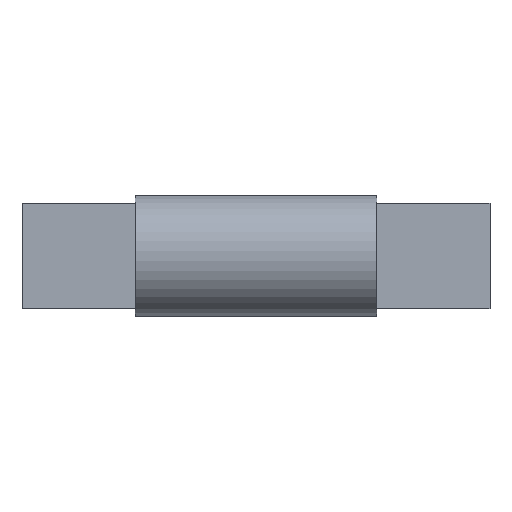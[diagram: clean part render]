
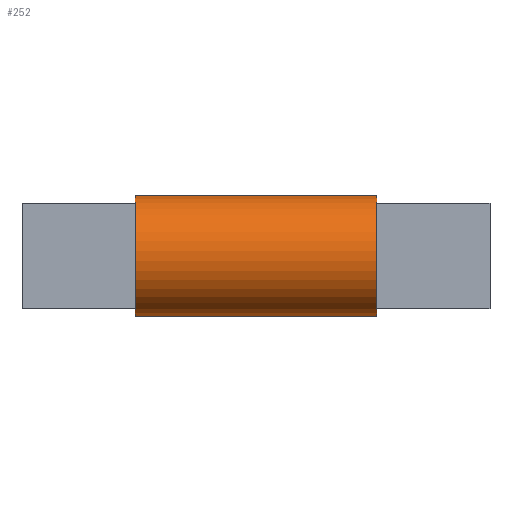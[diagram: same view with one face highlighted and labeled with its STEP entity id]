
A CAD part, front view. The second image highlights one B-rep face of the part: STEP entity #252.
In plain terms, the highlighted cylindrical face has radius 20 mm (diameter 40 mm), a partial arc.
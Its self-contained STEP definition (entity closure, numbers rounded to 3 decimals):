
#252=ADVANCED_FACE('',(#542),#543,.T.);
#542=FACE_OUTER_BOUND('',#876,.T.);
#543=CYLINDRICAL_SURFACE('',#877,20.0);
#876=EDGE_LOOP('',(#1521,#1522,#1523,#1524,#1525,#1526,#1527,#1528));
#877=AXIS2_PLACEMENT_3D('',#1529,#1530,#1531);
#1521=ORIENTED_EDGE('',*,*,#2077,.T.);
#1522=ORIENTED_EDGE('',*,*,#2067,.F.);
#1523=ORIENTED_EDGE('',*,*,#2081,.T.);
#1524=ORIENTED_EDGE('',*,*,#2084,.F.);
#1525=ORIENTED_EDGE('',*,*,#2071,.T.);
#1526=ORIENTED_EDGE('',*,*,#1946,.F.);
#1527=ORIENTED_EDGE('',*,*,#2075,.T.);
#1528=ORIENTED_EDGE('',*,*,#2086,.T.);
#1529=CARTESIAN_POINT('',(-40.0,0.,0.));
#1530=DIRECTION('',(1.0,0.0,0.0));
#1531=DIRECTION('',(0.0,0.,1.0));
#1946=EDGE_CURVE('',#2331,#2332,#2333,.T.);
#2067=EDGE_CURVE('',#2489,#2434,#2496,.T.);
#2071=EDGE_CURVE('',#2500,#2332,#2501,.T.);
#2075=EDGE_CURVE('',#2331,#2506,#2508,.T.);
#2077=EDGE_CURVE('',#2510,#2434,#2511,.T.);
#2081=EDGE_CURVE('',#2489,#2516,#2518,.T.);
#2084=EDGE_CURVE('',#2500,#2516,#2521,.T.);
#2086=EDGE_CURVE('',#2506,#2510,#2523,.T.);
#2331=VERTEX_POINT('',#2842);
#2332=VERTEX_POINT('',#2843);
#2333=CIRCLE('',#2844,20.0);
#2434=VERTEX_POINT('',#2978);
#2489=VERTEX_POINT('',#3061);
#2496=CIRCLE('',#3071,20.0);
#2500=VERTEX_POINT('',#3075);
#2501=CIRCLE('',#3076,20.0);
#2506=VERTEX_POINT('',#3083);
#2508=CIRCLE('',#3086,20.0);
#2510=VERTEX_POINT('',#3088);
#2511=CIRCLE('',#3089,20.0);
#2516=VERTEX_POINT('',#3096);
#2518=CIRCLE('',#3099,20.0);
#2521=LINE('',#3103,#3104);
#2523=LINE('',#3106,#3107);
#2842=CARTESIAN_POINT('',(-40.0,-9.682,-17.5));
#2843=CARTESIAN_POINT('',(-40.0,-9.682,17.5));
#2844=AXIS2_PLACEMENT_3D('',#3711,#3712,#3713);
#2978=CARTESIAN_POINT('',(40.0,-9.682,-17.5));
#3061=CARTESIAN_POINT('',(40.0,-9.682,17.5));
#3071=AXIS2_PLACEMENT_3D('',#3829,#3830,#3831);
#3075=CARTESIAN_POINT('',(-40.0,0.0,20.0));
#3076=AXIS2_PLACEMENT_3D('',#3835,#3836,#3837);
#3083=CARTESIAN_POINT('',(-40.0,0.0,-20.0));
#3086=AXIS2_PLACEMENT_3D('',#3841,#3842,#3843);
#3088=CARTESIAN_POINT('',(40.0,0.0,-20.0));
#3089=AXIS2_PLACEMENT_3D('',#3844,#3845,#3846);
#3096=CARTESIAN_POINT('',(40.0,0.0,20.0));
#3099=AXIS2_PLACEMENT_3D('',#3850,#3851,#3852);
#3103=CARTESIAN_POINT('',(-40.0,0.0,20.0));
#3104=VECTOR('',#3854,1.0);
#3106=CARTESIAN_POINT('',(-40.0,0.0,-20.0));
#3107=VECTOR('',#3855,1.0);
#3711=CARTESIAN_POINT('',(-40.0,0.,0.));
#3712=DIRECTION('',(-1.0,-0.0,0.0));
#3713=DIRECTION('',(0.0,0.,1.0));
#3829=CARTESIAN_POINT('',(40.0,0.,0.));
#3830=DIRECTION('',(1.0,0.0,-0.0));
#3831=DIRECTION('',(0.0,0.,1.0));
#3835=CARTESIAN_POINT('',(-40.0,0.,0.));
#3836=DIRECTION('',(1.0,0.0,0.0));
#3837=DIRECTION('',(0.0,0.,1.0));
#3841=CARTESIAN_POINT('',(-40.0,0.,0.));
#3842=DIRECTION('',(1.0,0.0,0.0));
#3843=DIRECTION('',(0.0,0.,1.0));
#3844=CARTESIAN_POINT('',(40.0,0.,0.));
#3845=DIRECTION('',(-1.0,-0.0,0.0));
#3846=DIRECTION('',(0.0,0.,1.0));
#3850=CARTESIAN_POINT('',(40.0,0.,0.));
#3851=DIRECTION('',(-1.0,-0.0,0.0));
#3852=DIRECTION('',(0.0,0.,1.0));
#3854=DIRECTION('',(1.0,0.0,0.0));
#3855=DIRECTION('',(1.0,0.0,0.0));
